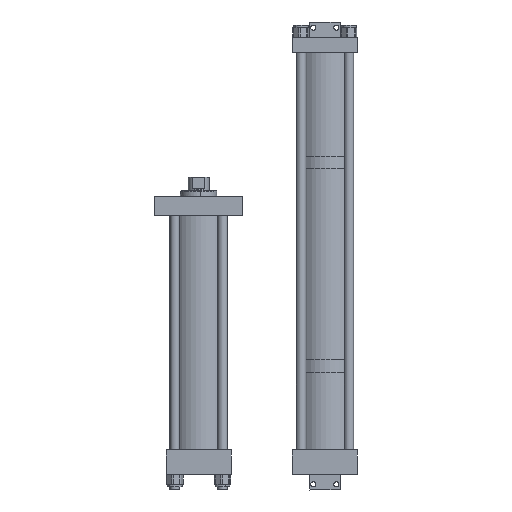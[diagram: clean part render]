
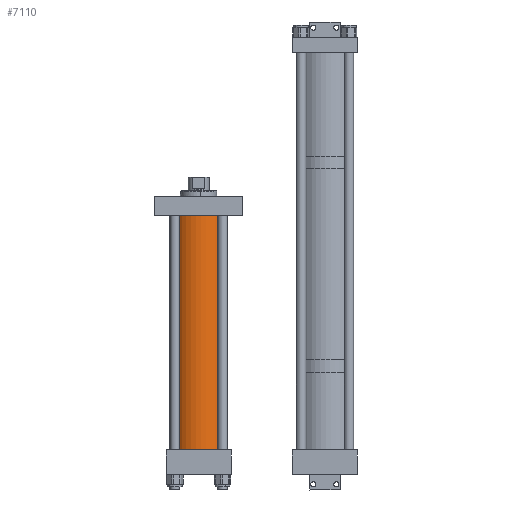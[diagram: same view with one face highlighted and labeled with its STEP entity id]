
A CAD part, front view. The second image highlights one B-rep face of the part: STEP entity #7110.
In plain terms, the highlighted cylindrical face has radius 47.625 mm (diameter 95.25 mm), a partial arc.
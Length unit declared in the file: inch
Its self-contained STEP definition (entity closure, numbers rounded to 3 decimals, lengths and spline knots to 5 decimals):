
#10 = EDGE_CURVE ( 'NONE', #8869, #14360, #10657, .T. ) ;
#137 = DIRECTION ( 'NONE',  ( 0., 0., -1. ) ) ;
#680 = CARTESIAN_POINT ( 'NONE',  ( -1.875, 0., 15.312 ) ) ;
#1081 = DIRECTION ( 'NONE',  ( -1., 0., 0. ) ) ;
#2664 = AXIS2_PLACEMENT_3D ( 'NONE', #11032, #6506, #14706 ) ;
#3998 = AXIS2_PLACEMENT_3D ( 'NONE', #8031, #13958, #1081 ) ;
#4020 = CARTESIAN_POINT ( 'NONE',  ( 1.875, 0., 15.312 ) ) ;
#4794 = DIRECTION ( 'NONE',  ( 0., 0., 1. ) ) ;
#5482 = CIRCLE ( 'NONE', #2664, 1.875 ) ;
#5498 = CARTESIAN_POINT ( 'NONE',  ( 1.875, 0., 15.312 ) ) ;
#5536 = ORIENTED_EDGE ( 'NONE', *, *, #12572, .T. ) ;
#6124 = LINE ( 'NONE', #7132, #12155 ) ;
#6428 = VECTOR ( 'NONE', #14818, 39.37008 ) ;
#6506 = DIRECTION ( 'NONE',  ( 0., 0., 1. ) ) ;
#6830 = ORIENTED_EDGE ( 'NONE', *, *, #7717, .T. ) ;
#7110 = ADVANCED_FACE ( 'NONE', ( #15113 ), #12351, .T. ) ;
#7132 = CARTESIAN_POINT ( 'NONE',  ( -1.875, 0., 15.312 ) ) ;
#7562 = CARTESIAN_POINT ( 'NONE',  ( -1.875, 0., 0. ) ) ;
#7717 = EDGE_CURVE ( 'NONE', #8869, #8940, #6124, .T. ) ;
#8013 = ORIENTED_EDGE ( 'NONE', *, *, #10, .F. ) ;
#8031 = CARTESIAN_POINT ( 'NONE',  ( 0., 0., 15.312 ) ) ;
#8869 = VERTEX_POINT ( 'NONE', #680 ) ;
#8940 = VERTEX_POINT ( 'NONE', #7562 ) ;
#9902 = ORIENTED_EDGE ( 'NONE', *, *, #10691, .F. ) ;
#10165 = VERTEX_POINT ( 'NONE', #10247 ) ;
#10247 = CARTESIAN_POINT ( 'NONE',  ( 1.875, 0., 0. ) ) ;
#10657 = CIRCLE ( 'NONE', #12416, 1.875 ) ;
#10691 = EDGE_CURVE ( 'NONE', #14360, #10165, #11897, .T. ) ;
#10777 = DIRECTION ( 'NONE',  ( 1., 0., 0. ) ) ;
#11032 = CARTESIAN_POINT ( 'NONE',  ( 0., 0., 0. ) ) ;
#11764 = CARTESIAN_POINT ( 'NONE',  ( 0., 0., 15.312 ) ) ;
#11897 = LINE ( 'NONE', #5498, #6428 ) ;
#12155 = VECTOR ( 'NONE', #137, 39.37008 ) ;
#12351 = CYLINDRICAL_SURFACE ( 'NONE', #3998, 1.875 ) ;
#12416 = AXIS2_PLACEMENT_3D ( 'NONE', #11764, #4794, #10777 ) ;
#12572 = EDGE_CURVE ( 'NONE', #8940, #10165, #5482, .T. ) ;
#13723 = EDGE_LOOP ( 'NONE', ( #9902, #8013, #6830, #5536 ) ) ;
#13958 = DIRECTION ( 'NONE',  ( 0., 0., -1. ) ) ;
#14360 = VERTEX_POINT ( 'NONE', #4020 ) ;
#14706 = DIRECTION ( 'NONE',  ( 1., 0., 0. ) ) ;
#14818 = DIRECTION ( 'NONE',  ( 0., 0., -1. ) ) ;
#15113 = FACE_OUTER_BOUND ( 'NONE', #13723, .T. ) ;
